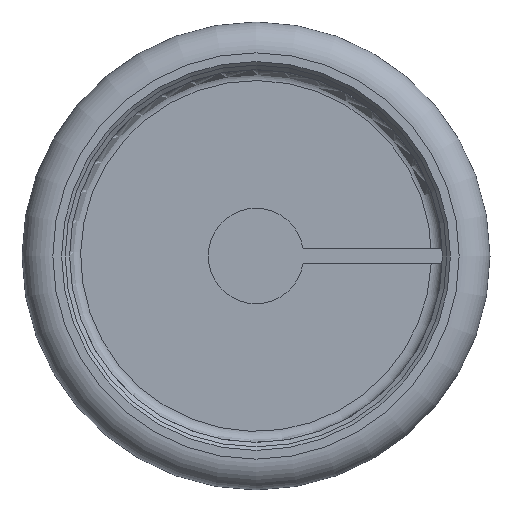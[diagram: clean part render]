
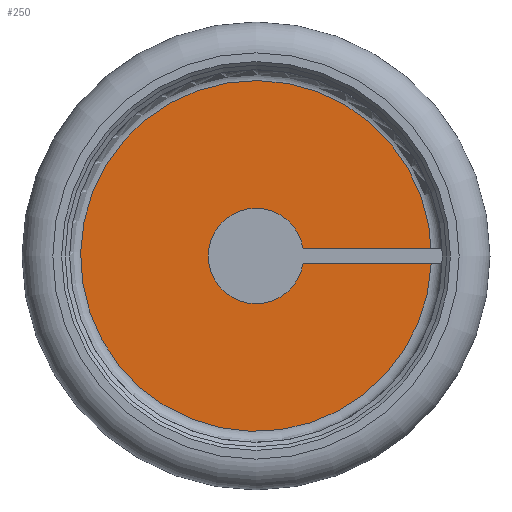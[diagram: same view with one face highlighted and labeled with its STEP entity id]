
A CAD part, left-side view. The second image highlights one B-rep face of the part: STEP entity #250.
In plain terms, the highlighted planar face has unit normal (-1, 0, 0).
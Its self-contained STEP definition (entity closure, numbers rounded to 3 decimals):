
#55=FACE_OUTER_BOUND($,#80,.T.);
#80=EDGE_LOOP($,(#209));
#113=CIRCLE($,#273,19.9);
#134=VERTEX_POINT($,#424);
#160=EDGE_CURVE($,#134,#134,#113,.T.);
#209=ORIENTED_EDGE($,*,*,#160,.T.);
#230=PLANE($,#284);
#250=ADVANCED_FACE($,(#55),#230,.T.);
#273=AXIS2_PLACEMENT_3D($,#425,#332,#333);
#284=AXIS2_PLACEMENT_3D($,#441,#354,#355);
#332=DIRECTION('center_axis',(-1.,0.,0.));
#333=DIRECTION('ref_axis',(0.,-1.,0.));
#354=DIRECTION('center_axis',(-1.,0.,0.));
#355=DIRECTION('ref_axis',(0.,0.,-1.));
#424=CARTESIAN_POINT('',(31.45,-19.9,0.));
#425=CARTESIAN_POINT('Origin',(31.45,0.,0.));
#441=CARTESIAN_POINT('Origin',(31.45,-9.95,0.));
